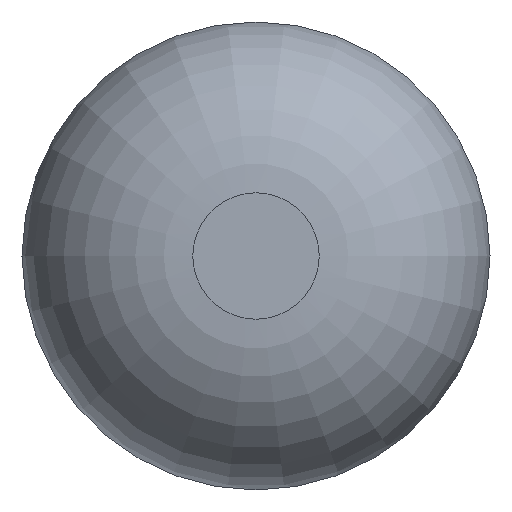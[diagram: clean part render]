
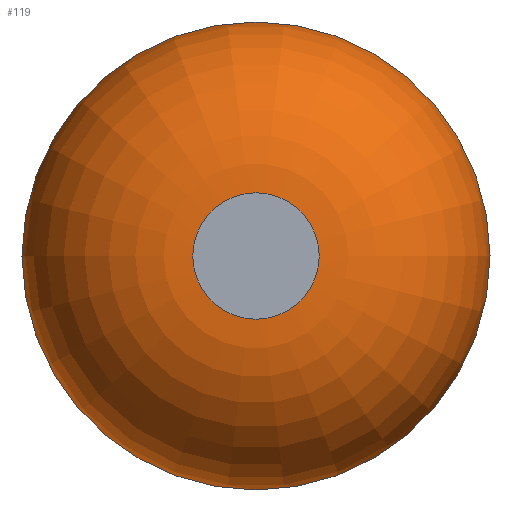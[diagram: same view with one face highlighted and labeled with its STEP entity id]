
A CAD part, front view. The second image highlights one B-rep face of the part: STEP entity #119.
In plain terms, the highlighted toroidal (fillet/blend) face has major radius 0.185 mm and minor radius 0.5 mm.
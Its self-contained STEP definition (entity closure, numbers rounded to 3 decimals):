
#1 = DIRECTION ( 'NONE',  ( -1., 0., 0. ) ) ;
#37 = FACE_OUTER_BOUND ( 'NONE', #167, .T. ) ;
#40 = DIRECTION ( 'NONE',  ( 0., 1., 0. ) ) ;
#50 = EDGE_CURVE ( 'NONE', #89, #89, #235, .T. ) ;
#55 = DIRECTION ( 'NONE',  ( -1., 0., 0. ) ) ;
#57 = CARTESIAN_POINT ( 'NONE',  ( 0., -24.6, 0. ) ) ;
#62 = DIRECTION ( 'NONE',  ( 0., 1., 0. ) ) ;
#70 = CARTESIAN_POINT ( 'NONE',  ( -0.185, -25.1, 0. ) ) ;
#71 = CARTESIAN_POINT ( 'NONE',  ( 0., -25.1, 0. ) ) ;
#74 = EDGE_CURVE ( 'NONE', #194, #194, #135, .T. ) ;
#84 = ORIENTED_EDGE ( 'NONE', *, *, #74, .T. ) ;
#89 = VERTEX_POINT ( 'NONE', #200 ) ;
#112 = EDGE_LOOP ( 'NONE', ( #84 ) ) ;
#114 = CARTESIAN_POINT ( 'NONE',  ( 0., -24.6, 0. ) ) ;
#119 = ADVANCED_FACE ( 'NONE', ( #37, #174 ), #240, .T. ) ;
#123 = ORIENTED_EDGE ( 'NONE', *, *, #50, .F. ) ;
#135 = CIRCLE ( 'NONE', #254, 0.185 ) ;
#157 = AXIS2_PLACEMENT_3D ( 'NONE', #114, #40, #55 ) ;
#167 = EDGE_LOOP ( 'NONE', ( #123 ) ) ;
#174 = FACE_OUTER_BOUND ( 'NONE', #112, .T. ) ;
#184 = DIRECTION ( 'NONE',  ( 0., 1., 0. ) ) ;
#193 = AXIS2_PLACEMENT_3D ( 'NONE', #57, #184, #241 ) ;
#194 = VERTEX_POINT ( 'NONE', #70 ) ;
#200 = CARTESIAN_POINT ( 'NONE',  ( -0.685, -24.6, 0. ) ) ;
#235 = CIRCLE ( 'NONE', #193, 0.685 ) ;
#240 = TOROIDAL_SURFACE ( 'NONE', #157, 0.185, 0.5 ) ;
#241 = DIRECTION ( 'NONE',  ( -1., 0., 0. ) ) ;
#254 = AXIS2_PLACEMENT_3D ( 'NONE', #71, #62, #1 ) ;
